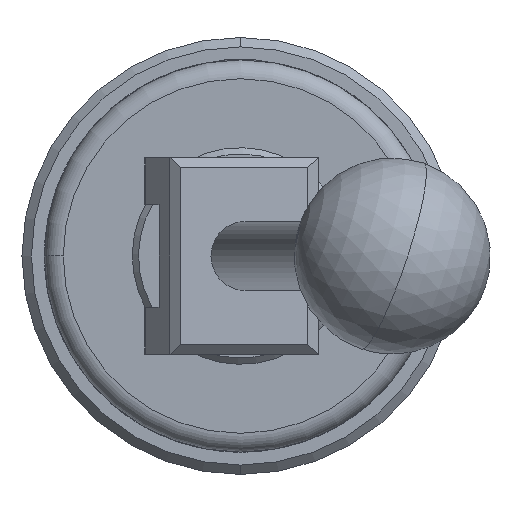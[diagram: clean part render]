
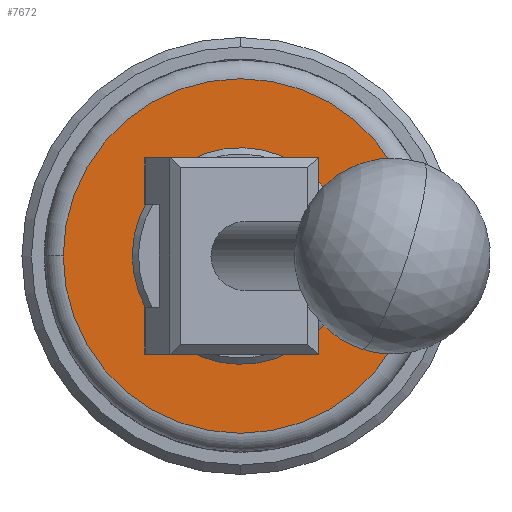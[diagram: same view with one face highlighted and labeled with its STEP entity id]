
A CAD part, front view. The second image highlights one B-rep face of the part: STEP entity #7672.
In plain terms, the highlighted planar face has unit normal (0, -1, 0).
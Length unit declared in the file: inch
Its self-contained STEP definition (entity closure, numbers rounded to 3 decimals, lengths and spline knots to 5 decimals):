
#35 = ORIENTED_EDGE ( 'NONE', *, *, #11782, .F. ) ;
#367 = EDGE_CURVE ( 'NONE', #494, #4069, #11877, .T. ) ;
#370 = CARTESIAN_POINT ( 'NONE',  ( 0., 0., 0. ) ) ;
#444 = FACE_OUTER_BOUND ( 'NONE', #1647, .T. ) ;
#494 = VERTEX_POINT ( 'NONE', #7905 ) ;
#576 = DIRECTION ( 'NONE',  ( 0., -1., 0. ) ) ;
#1383 = VERTEX_POINT ( 'NONE', #13987 ) ;
#1647 = EDGE_LOOP ( 'NONE', ( #13718, #3646 ) ) ;
#2982 = EDGE_CURVE ( 'NONE', #3616, #1383, #13118, .T. ) ;
#3251 = DIRECTION ( 'NONE',  ( 1., 0., 0. ) ) ;
#3400 = DIRECTION ( 'NONE',  ( 1., 0., 0. ) ) ;
#3616 = VERTEX_POINT ( 'NONE', #12651 ) ;
#3646 = ORIENTED_EDGE ( 'NONE', *, *, #7543, .T. ) ;
#4069 = VERTEX_POINT ( 'NONE', #6692 ) ;
#4287 = ORIENTED_EDGE ( 'NONE', *, *, #367, .F. ) ;
#4694 = CARTESIAN_POINT ( 'NONE',  ( 0., 0., -0.348 ) ) ;
#5070 = DIRECTION ( 'NONE',  ( 1., 0., 0. ) ) ;
#5574 = CIRCLE ( 'NONE', #9077, 0.348 ) ;
#5646 = FACE_BOUND ( 'NONE', #11027, .T. ) ;
#5725 = DIRECTION ( 'NONE',  ( 0., -1., 0. ) ) ;
#5944 = PLANE ( 'NONE',  #14258 ) ;
#6528 = AXIS2_PLACEMENT_3D ( 'NONE', #370, #576, #9145 ) ;
#6692 = CARTESIAN_POINT ( 'NONE',  ( -0.348, 0., 0. ) ) ;
#7543 = EDGE_CURVE ( 'NONE', #1383, #3616, #13092, .T. ) ;
#7672 = ADVANCED_FACE ( 'NONE', ( #444, #5646 ), #5944, .T. ) ;
#7905 = CARTESIAN_POINT ( 'NONE',  ( 0.348, 0., 0. ) ) ;
#8992 = DIRECTION ( 'NONE',  ( 0., -1., 0. ) ) ;
#9077 = AXIS2_PLACEMENT_3D ( 'NONE', #12358, #13383, #3400 ) ;
#9145 = DIRECTION ( 'NONE',  ( 1., 0., 0. ) ) ;
#10388 = DIRECTION ( 'NONE',  ( 1., 0., 0. ) ) ;
#10553 = AXIS2_PLACEMENT_3D ( 'NONE', #13219, #8992, #3251 ) ;
#11027 = EDGE_LOOP ( 'NONE', ( #4287, #35 ) ) ;
#11782 = EDGE_CURVE ( 'NONE', #4069, #494, #5574, .T. ) ;
#11877 = CIRCLE ( 'NONE', #6528, 0.348 ) ;
#12358 = CARTESIAN_POINT ( 'NONE',  ( 0., 0., 0. ) ) ;
#12377 = AXIS2_PLACEMENT_3D ( 'NONE', #14099, #12804, #5070 ) ;
#12651 = CARTESIAN_POINT ( 'NONE',  ( 1.13, 0., 0. ) ) ;
#12804 = DIRECTION ( 'NONE',  ( 0., -1., 0. ) ) ;
#13092 = CIRCLE ( 'NONE', #12377, 1.13 ) ;
#13118 = CIRCLE ( 'NONE', #10553, 1.13 ) ;
#13219 = CARTESIAN_POINT ( 'NONE',  ( 0., 0., 0. ) ) ;
#13383 = DIRECTION ( 'NONE',  ( 0., -1., 0. ) ) ;
#13718 = ORIENTED_EDGE ( 'NONE', *, *, #2982, .T. ) ;
#13987 = CARTESIAN_POINT ( 'NONE',  ( -1.13, 0., 0. ) ) ;
#14099 = CARTESIAN_POINT ( 'NONE',  ( 0., 0., 0. ) ) ;
#14258 = AXIS2_PLACEMENT_3D ( 'NONE', #4694, #5725, #10388 ) ;
